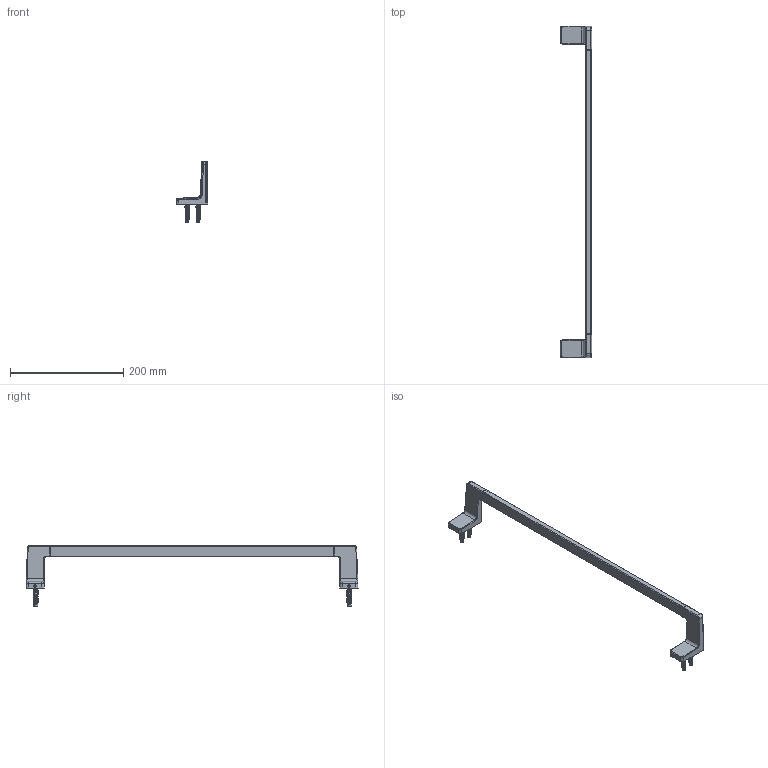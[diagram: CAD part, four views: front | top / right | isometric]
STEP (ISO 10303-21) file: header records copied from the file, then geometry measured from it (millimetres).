
FILE_DESCRIPTION((''),'2;1');
FILE_NAME('67001_ASM','2015-11-26T',('Administrator'),(''),'PRO/ENGINEER BY PARAMETRIC TECHNOLOGY CORPORATION, 2013410','PRO/ENGINEER BY PARAMETRIC TECHNOLOGY CORPORATION, 2013410','');
FILE_SCHEMA(('CONFIG_CONTROL_DESIGN'));
Length unit declared in the file: millimetre
Products named in the file (13): P705120; 675100; 675140; 675141; 675000_ASM; 675110; 675110_ASM; 675000; YCG4X30; SJ-PJ-06; DIBAN_ASM; NJ5X8; 67001_ASM
Assembly tree (18 placements, depth 3):
  67001_ASM
    P705120
    675000_ASM
      675100
      675140
      675141
    675110_ASM
      675110
      675140
      675141
    DIBAN_ASM  x2
      675000
      YCG4X30
      SJ-PJ-06
    NJ5X8  x2
Bounding box: 55.1 x 586 x 107.61 mm (x, y, z)
Volume: 76825.2 mm3; surface area: 109523.9 mm2
Topology: 19 solids, 19 shells, 1520 faces, 4270 edges, 2786 vertices
Faces by surface type: plane 666, cylinder 392, bspline 228, torus 118, cone 100, sphere 16
Entity records: 29421 total; most frequent: CARTESIAN_POINT 13538, ORIENTED_EDGE 3478, DIRECTION 3001, EDGE_CURVE 1739, VERTEX_POINT 1110, AXIS2_PLACEMENT_3D 1075, VECTOR 851, LINE 851
